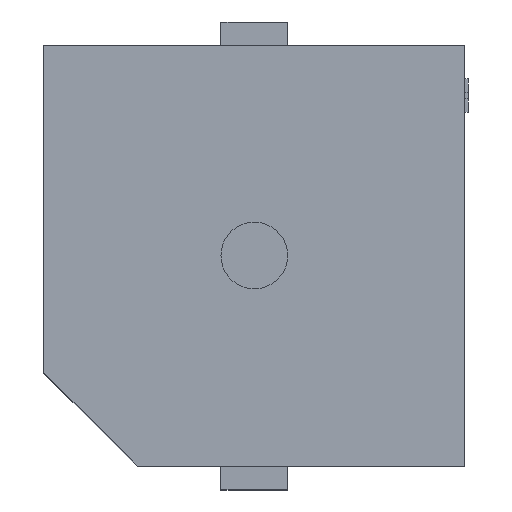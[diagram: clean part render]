
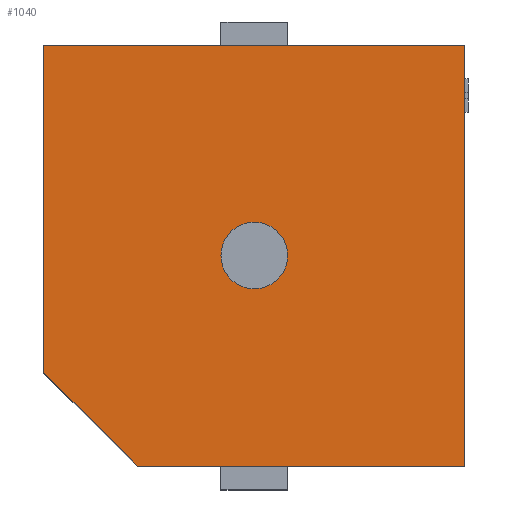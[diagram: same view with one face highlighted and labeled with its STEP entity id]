
A CAD part, top view. The second image highlights one B-rep face of the part: STEP entity #1040.
In plain terms, the highlighted planar face has unit normal (0, 0, 1).
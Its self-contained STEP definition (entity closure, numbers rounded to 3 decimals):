
#557=CARTESIAN_POINT('',(-1.,0.,10.0));
#558=VERTEX_POINT('',#557);
#574=CARTESIAN_POINT('',(1.,0.,10.0));
#575=VERTEX_POINT('',#574);
#582=CARTESIAN_POINT('',(0.0,0.0,10.0));
#583=DIRECTION('',(0.0,0.0,-1.0));
#584=DIRECTION('',(-1.0,0.0,0.0));
#585=AXIS2_PLACEMENT_3D('',#582,#583,#584);
#586=CIRCLE('',#585,1.);
#587=EDGE_CURVE('',#558,#575,#586,.T.);
#856=CARTESIAN_POINT('',(6.3,-6.3,10.0));
#857=VERTEX_POINT('',#856);
#864=CARTESIAN_POINT('',(-3.5,-6.3,10.0));
#865=VERTEX_POINT('',#864);
#866=CARTESIAN_POINT('',(6.3,-6.3,10.0));
#867=DIRECTION('',(-1.0,0.0,0.0));
#868=VECTOR('',#867,9.8);
#869=LINE('',#866,#868);
#870=EDGE_CURVE('',#857,#865,#869,.T.);
#887=CARTESIAN_POINT('',(6.3,6.3,10.0));
#888=VERTEX_POINT('',#887);
#895=CARTESIAN_POINT('',(6.3,6.3,10.0));
#896=DIRECTION('',(0.0,-1.0,0.0));
#897=VECTOR('',#896,12.6);
#898=LINE('',#895,#897);
#899=EDGE_CURVE('',#888,#857,#898,.T.);
#911=CARTESIAN_POINT('',(-6.3,6.3,10.0));
#912=VERTEX_POINT('',#911);
#919=CARTESIAN_POINT('',(-6.3,6.3,10.0));
#920=DIRECTION('',(1.0,0.0,0.0));
#921=VECTOR('',#920,12.6);
#922=LINE('',#919,#921);
#923=EDGE_CURVE('',#912,#888,#922,.T.);
#955=CARTESIAN_POINT('',(0.0,0.0,10.0));
#956=DIRECTION('',(0.0,0.0,-1.0));
#957=DIRECTION('',(-1.0,0.0,0.0));
#958=AXIS2_PLACEMENT_3D('',#955,#956,#957);
#959=CIRCLE('',#958,1.);
#960=EDGE_CURVE('',#575,#558,#959,.T.);
#990=CARTESIAN_POINT('',(-6.3,-3.5,10.0));
#991=VERTEX_POINT('',#990);
#992=CARTESIAN_POINT('',(-3.5,-6.3,10.0));
#993=DIRECTION('',(-0.707,0.707,0.0));
#994=VECTOR('',#993,3.96);
#995=LINE('',#992,#994);
#996=EDGE_CURVE('',#865,#991,#995,.T.);
#1014=CARTESIAN_POINT('',(-6.3,-3.5,10.0));
#1015=DIRECTION('',(0.0,1.0,0.0));
#1016=VECTOR('',#1015,9.8);
#1017=LINE('',#1014,#1016);
#1018=EDGE_CURVE('',#991,#912,#1017,.T.);
#1024=CARTESIAN_POINT('',(0.245,0.245,10.0));
#1025=DIRECTION('',(0.0,0.0,1.0));
#1026=DIRECTION('',(1.0,0.0,0.0));
#1027=AXIS2_PLACEMENT_3D('',#1024,#1025,#1026);
#1028=PLANE('',#1027);
#1029=ORIENTED_EDGE('',*,*,#899,.F.);
#1030=ORIENTED_EDGE('',*,*,#923,.F.);
#1031=ORIENTED_EDGE('',*,*,#1018,.F.);
#1032=ORIENTED_EDGE('',*,*,#996,.F.);
#1033=ORIENTED_EDGE('',*,*,#870,.F.);
#1034=EDGE_LOOP('',(#1029,#1030,#1031,#1032,#1033));
#1035=FACE_OUTER_BOUND('',#1034,.T.);
#1036=ORIENTED_EDGE('',*,*,#960,.T.);
#1037=ORIENTED_EDGE('',*,*,#587,.T.);
#1038=EDGE_LOOP('',(#1036,#1037));
#1039=FACE_BOUND('',#1038,.T.);
#1040=ADVANCED_FACE('',(#1035,#1039),#1028,.T.);
